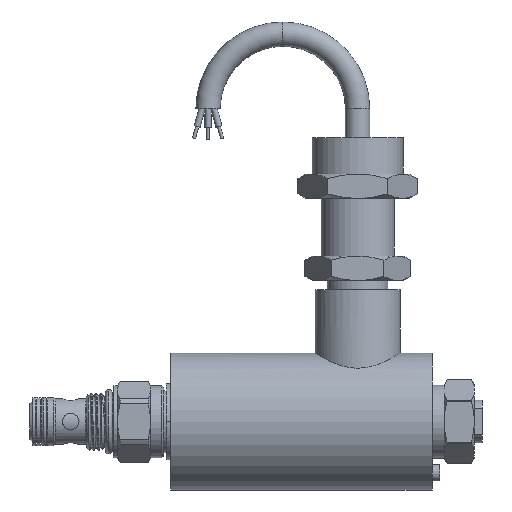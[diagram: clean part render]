
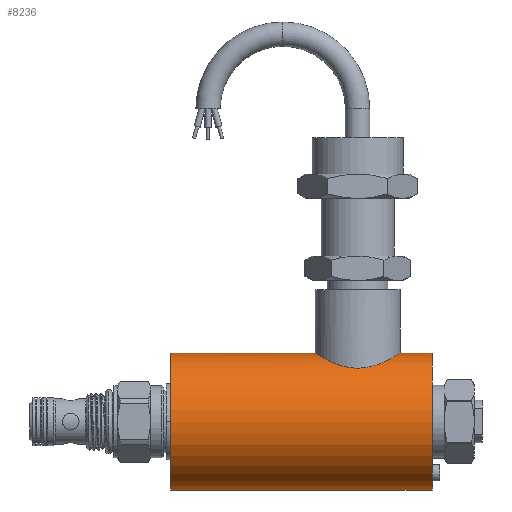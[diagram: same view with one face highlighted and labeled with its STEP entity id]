
A CAD part, front view. The second image highlights one B-rep face of the part: STEP entity #8236.
In plain terms, the highlighted cylindrical face has radius 22.5 mm (diameter 45 mm), a partial arc.
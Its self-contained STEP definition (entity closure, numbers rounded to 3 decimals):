
#98 = VERTEX_POINT ( 'NONE', #386 ) ;
#155 = ORIENTED_EDGE ( 'NONE', *, *, #4305, .T. ) ;
#249 = VERTEX_POINT ( 'NONE', #5950 ) ;
#294 = CARTESIAN_POINT ( 'NONE',  ( 89.715, -5.877, 21.723 ) ) ;
#329 = CARTESIAN_POINT ( 'NONE',  ( 90.231, -4.6, 22.029 ) ) ;
#386 = CARTESIAN_POINT ( 'NONE',  ( 15.5, 0., -22.5 ) ) ;
#396 = CARTESIAN_POINT ( 'NONE',  ( 89.516, -6.289, 21.607 ) ) ;
#435 = CARTESIAN_POINT ( 'NONE',  ( 75.136, -13.883, 17.706 ) ) ;
#469 = CARTESIAN_POINT ( 'NONE',  ( 70.734, -12.528, 18.691 ) ) ;
#491 = CARTESIAN_POINT ( 'NONE',  ( 15.5, 0., 22.5 ) ) ;
#537 = CARTESIAN_POINT ( 'NONE',  ( 80.268, -13.621, 17.909 ) ) ;
#673 = VERTEX_POINT ( 'NONE', #3513 ) ;
#1026 = CARTESIAN_POINT ( 'NONE',  ( 91., 0., 22.5 ) ) ;
#1061 = CARTESIAN_POINT ( 'NONE',  ( 88.083, -8.602, 20.806 ) ) ;
#1261 = CARTESIAN_POINT ( 'NONE',  ( 76.069, -13.977, 17.632 ) ) ;
#1267 = LINE ( 'NONE', #491, #1626 ) ;
#1301 = CARTESIAN_POINT ( 'NONE',  ( 63.121, -1.898, 22.425 ) ) ;
#1311 = CARTESIAN_POINT ( 'NONE',  ( 101.5, 0., 0. ) ) ;
#1347 = AXIS2_PLACEMENT_3D ( 'NONE', #5611, #7834, #8595 ) ;
#1626 = VECTOR ( 'NONE', #5803, 1000. ) ;
#1766 = VECTOR ( 'NONE', #6558, 1000. ) ;
#1787 = CARTESIAN_POINT ( 'NONE',  ( 91., -0.944, 22.5 ) ) ;
#1922 = CARTESIAN_POINT ( 'NONE',  ( 77.476, -14., 17.614 ) ) ;
#1958 = ORIENTED_EDGE ( 'NONE', *, *, #2435, .F. ) ;
#2000 = CARTESIAN_POINT ( 'NONE',  ( 78.892, -13.88, 17.709 ) ) ;
#2074 = CARTESIAN_POINT ( 'NONE',  ( 69.94, -12.098, 18.972 ) ) ;
#2089 = VERTEX_POINT ( 'NONE', #8382 ) ;
#2178 = VERTEX_POINT ( 'NONE', #4601 ) ;
#2321 = ORIENTED_EDGE ( 'NONE', *, *, #3786, .T. ) ;
#2424 = LINE ( 'NONE', #7489, #3030 ) ;
#2435 = EDGE_CURVE ( 'NONE', #2178, #5956, #2677, .T. ) ;
#2559 = CARTESIAN_POINT ( 'NONE',  ( 86.564, -10.233, 20.041 ) ) ;
#2580 = FACE_OUTER_BOUND ( 'NONE', #6169, .T. ) ;
#2677 = CIRCLE ( 'NONE', #9651, 22.5 ) ;
#2729 = DIRECTION ( 'NONE',  ( 0., 0., 1. ) ) ;
#2940 = DIRECTION ( 'NONE',  ( 1., 0., 0. ) ) ;
#3030 = VECTOR ( 'NONE', #8989, 1000. ) ;
#3324 = CARTESIAN_POINT ( 'NONE',  ( 86.231, -10.535, 19.884 ) ) ;
#3361 = EDGE_CURVE ( 'NONE', #2089, #673, #2424, .T. ) ;
#3363 = CARTESIAN_POINT ( 'NONE',  ( 87.514, -9.288, 20.506 ) ) ;
#3467 = CARTESIAN_POINT ( 'NONE',  ( 73.288, -13.532, 17.978 ) ) ;
#3501 = CARTESIAN_POINT ( 'NONE',  ( 65.918, -8.602, 20.806 ) ) ;
#3513 = CARTESIAN_POINT ( 'NONE',  ( 63., 0., 22.5 ) ) ;
#3539 = CARTESIAN_POINT ( 'NONE',  ( 64.925, -7.1, 21.354 ) ) ;
#3579 = CARTESIAN_POINT ( 'NONE',  ( 66.485, -9.286, 20.506 ) ) ;
#3610 = CARTESIAN_POINT ( 'NONE',  ( 77.947, -13.976, 17.633 ) ) ;
#3786 = EDGE_CURVE ( 'NONE', #249, #673, #4621, .T. ) ;
#3917 = ORIENTED_EDGE ( 'NONE', *, *, #6524, .F. ) ;
#4088 = CARTESIAN_POINT ( 'NONE',  ( 82.026, -13.075, 18.313 ) ) ;
#4128 = CARTESIAN_POINT ( 'NONE',  ( 83.293, -12.54, 18.687 ) ) ;
#4305 = EDGE_CURVE ( 'NONE', #98, #5956, #9041, .T. ) ;
#4333 = CARTESIAN_POINT ( 'NONE',  ( 64.287, -5.881, 21.722 ) ) ;
#4601 = CARTESIAN_POINT ( 'NONE',  ( 101.5, 0., 22.5 ) ) ;
#4621 = B_SPLINE_CURVE_WITH_KNOTS ( 'NONE', 3,
 ( #1026, #1787, #4850, #8730, #4954, #329, #7090, #294, #396, #5717, #6302, #1061, #3363, #2559, #3324, #8668, #7867, #8634, #4128, #4088, #6374, #5607, #537, #7228, #2000, #3610, #1922, #8875, #1261, #435, #5019, #3467, #5128, #9600, #469, #2074, #6607, #5056, #8836, #8014, #5854, #3579, #3501, #7294, #3539, #6503, #4333, #5784, #6573, #9640, #1301, #8119, #5093, #7373 ),
 .UNSPECIFIED., .F., .F.,
 ( 4, 2, 2, 2, 2, 2, 2, 2, 2, 2, 2, 2, 2, 2, 2, 2, 2, 2, 2, 2, 2, 2, 2, 2, 2, 2, 4 ),
 ( 0.045, 0.048, 0.049, 0.051, 0.052, 0.053, 0.056, 0.058, 0.059, 0.062, 0.063, 0.065, 0.066, 0.067, 0.069, 0.07, 0.073, 0.075, 0.076, 0.077, 0.079, 0.082, 0.083, 0.084, 0.087, 0.089, 0.09 ),
 .UNSPECIFIED. ) ;
#4809 = EDGE_CURVE ( 'NONE', #98, #2089, #7827, .T. ) ;
#4850 = CARTESIAN_POINT ( 'NONE',  ( 90.905, -1.876, 22.441 ) ) ;
#4954 = CARTESIAN_POINT ( 'NONE',  ( 90.507, -3.712, 22.196 ) ) ;
#5019 = CARTESIAN_POINT ( 'NONE',  ( 74.669, -13.813, 17.762 ) ) ;
#5056 = CARTESIAN_POINT ( 'NONE',  ( 68.816, -11.367, 19.419 ) ) ;
#5093 = CARTESIAN_POINT ( 'NONE',  ( 63., -0.475, 22.5 ) ) ;
#5128 = CARTESIAN_POINT ( 'NONE',  ( 72.41, -13.258, 18.184 ) ) ;
#5150 = CARTESIAN_POINT ( 'NONE',  ( 15.5, 0., -22.5 ) ) ;
#5607 = CARTESIAN_POINT ( 'NONE',  ( 80.715, -13.506, 17.996 ) ) ;
#5611 = CARTESIAN_POINT ( 'NONE',  ( 15.5, 0., 0. ) ) ;
#5645 = CARTESIAN_POINT ( 'NONE',  ( 15.5, 0., 0. ) ) ;
#5717 = CARTESIAN_POINT ( 'NONE',  ( 89.08, -7.091, 21.358 ) ) ;
#5784 = CARTESIAN_POINT ( 'NONE',  ( 63.751, -4.617, 22.038 ) ) ;
#5803 = DIRECTION ( 'NONE',  ( 1., 0., 0. ) ) ;
#5854 = CARTESIAN_POINT ( 'NONE',  ( 67.434, -10.232, 20.042 ) ) ;
#5950 = CARTESIAN_POINT ( 'NONE',  ( 91., 0., 22.5 ) ) ;
#5956 = VERTEX_POINT ( 'NONE', #8840 ) ;
#6169 = EDGE_LOOP ( 'NONE', ( #8247, #155, #1958, #3917, #2321, #6512 ) ) ;
#6302 = CARTESIAN_POINT ( 'NONE',  ( 88.842, -7.482, 21.223 ) ) ;
#6374 = CARTESIAN_POINT ( 'NONE',  ( 81.593, -13.233, 18.198 ) ) ;
#6503 = CARTESIAN_POINT ( 'NONE',  ( 64.487, -6.295, 21.606 ) ) ;
#6512 = ORIENTED_EDGE ( 'NONE', *, *, #3361, .F. ) ;
#6524 = EDGE_CURVE ( 'NONE', #249, #2178, #1267, .T. ) ;
#6558 = DIRECTION ( 'NONE',  ( 1., 0., 0. ) ) ;
#6573 = CARTESIAN_POINT ( 'NONE',  ( 63.476, -3.739, 22.206 ) ) ;
#6607 = CARTESIAN_POINT ( 'NONE',  ( 69.557, -11.866, 19.119 ) ) ;
#7090 = CARTESIAN_POINT ( 'NONE',  ( 90.072, -5.033, 21.934 ) ) ;
#7228 = CARTESIAN_POINT ( 'NONE',  ( 79.357, -13.808, 17.765 ) ) ;
#7264 = AXIS2_PLACEMENT_3D ( 'NONE', #5645, #9461, #2729 ) ;
#7294 = CARTESIAN_POINT ( 'NONE',  ( 65.161, -7.487, 21.222 ) ) ;
#7373 = CARTESIAN_POINT ( 'NONE',  ( 63., 0., 22.5 ) ) ;
#7489 = CARTESIAN_POINT ( 'NONE',  ( 15.5, 0., 22.5 ) ) ;
#7827 = CIRCLE ( 'NONE', #1347, 22.5 ) ;
#7834 = DIRECTION ( 'NONE',  ( -1., 0., 0. ) ) ;
#7867 = CARTESIAN_POINT ( 'NONE',  ( 85.185, -11.367, 19.42 ) ) ;
#8014 = CARTESIAN_POINT ( 'NONE',  ( 67.768, -10.534, 19.884 ) ) ;
#8119 = CARTESIAN_POINT ( 'NONE',  ( 63.024, -0.952, 22.485 ) ) ;
#8236 = ADVANCED_FACE ( 'NONE', ( #2580 ), #8397, .T. ) ;
#8247 = ORIENTED_EDGE ( 'NONE', *, *, #4809, .F. ) ;
#8260 = DIRECTION ( 'NONE',  ( 0., 0., 1. ) ) ;
#8382 = CARTESIAN_POINT ( 'NONE',  ( 15.5, 0., 22.5 ) ) ;
#8397 = CYLINDRICAL_SURFACE ( 'NONE', #7264, 22.5 ) ;
#8595 = DIRECTION ( 'NONE',  ( 0., 0., -1. ) ) ;
#8634 = CARTESIAN_POINT ( 'NONE',  ( 84.079, -12.111, 18.971 ) ) ;
#8668 = CARTESIAN_POINT ( 'NONE',  ( 85.541, -11.101, 19.573 ) ) ;
#8730 = CARTESIAN_POINT ( 'NONE',  ( 90.625, -3.254, 22.268 ) ) ;
#8836 = CARTESIAN_POINT ( 'NONE',  ( 68.458, -11.101, 19.573 ) ) ;
#8840 = CARTESIAN_POINT ( 'NONE',  ( 101.5, 0., -22.5 ) ) ;
#8875 = CARTESIAN_POINT ( 'NONE',  ( 76.537, -14., 17.614 ) ) ;
#8989 = DIRECTION ( 'NONE',  ( 1., 0., 0. ) ) ;
#9041 = LINE ( 'NONE', #5150, #1766 ) ;
#9461 = DIRECTION ( 'NONE',  ( 1., 0., 0. ) ) ;
#9600 = CARTESIAN_POINT ( 'NONE',  ( 71.147, -12.726, 18.556 ) ) ;
#9640 = CARTESIAN_POINT ( 'NONE',  ( 63.194, -2.367, 22.38 ) ) ;
#9651 = AXIS2_PLACEMENT_3D ( 'NONE', #1311, #2940, #8260 ) ;
